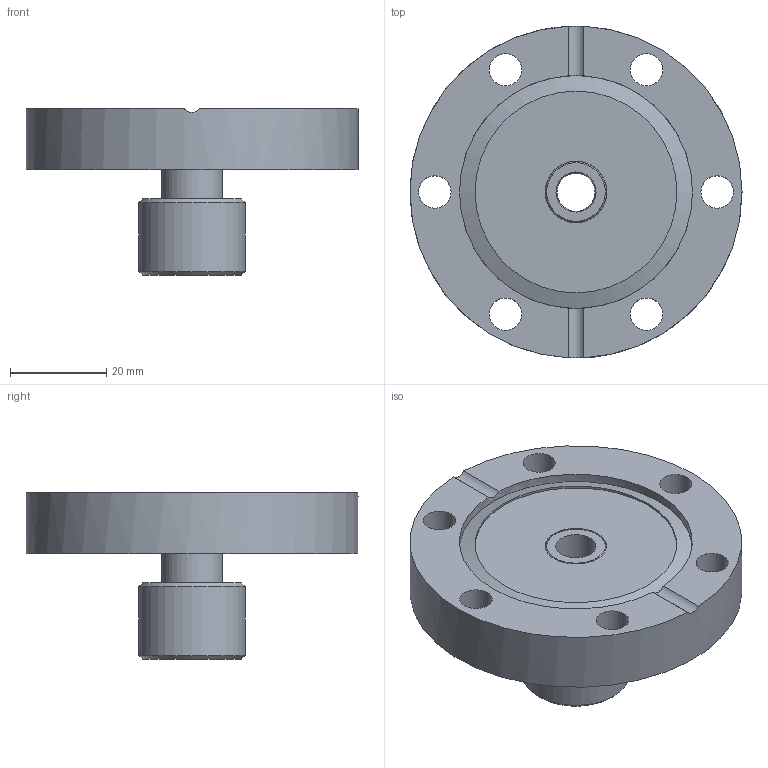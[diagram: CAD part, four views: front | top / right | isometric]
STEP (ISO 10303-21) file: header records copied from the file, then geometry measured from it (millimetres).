
FILE_DESCRIPTION(/* description */ ('275XQ31'),/* implementation_level */ '2;1');
FILE_NAME(/* name */ '5000608a.stp',/* time_stamp */ '2018-08-21T09:33:24-04:00',/* author */ ('Jim_O'),/* organization */ (''),/* preprocessor_version */ 'ST-DEVELOPER v16.13',/* originating_system */ 'Autodesk Inventor 2018',/* authorisation */ 'CF275 TO 5/16 SS QUICK COUPLING');
FILE_SCHEMA (('AUTOMOTIVE_DESIGN { 1 0 10303 214 3 1 1 }'));
Length unit declared in the file: inch
Products named in the file (6): 5000608; 5000058; 1010301; 1010105; 0601011; 1010205
Assembly tree (5 placements, depth 2):
  5000608
    5000058
    1010301
    1010105
    0601011
    1010205
Bounding box: 69.09 x 69.09 x 34.62 mm (x, y, z)
Volume: 47766.6 mm3; surface area: 17320.4 mm2
Topology: 5 solids, 5 shells, 52 faces, 111 edges, 73 vertices
Faces by surface type: cylinder 24, plane 16, cone 8, torus 4
Full cylindrical faces by diameter (mm): 6.731 x6, 7.938 x1, 8.306 x2, 8.331 x1, 11.112 x1, 11.493 x1, 12.7 x1, 12.827 x1, 15.367 x1, 15.494 x1, 16.078 x1, 17.424 x1, 22.225 x1, 42.012 x1, 48.489 x1, 69.088 x1
Entity records: 1488 total; most frequent: CARTESIAN_POINT 247, DIRECTION 244, ORIENTED_EDGE 134, AXIS2_PLACEMENT_3D 120, EDGE_LOOP 112, EDGE_CURVE 67, VERTEX_POINT 63, FACE_BOUND 60
